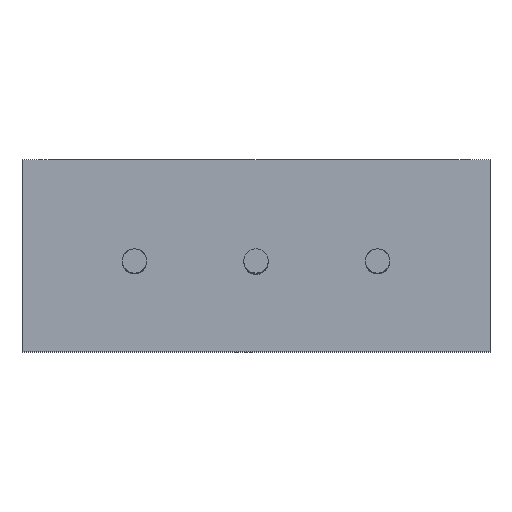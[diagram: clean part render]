
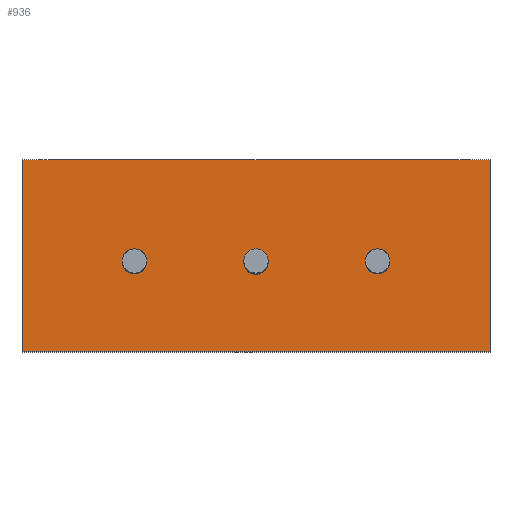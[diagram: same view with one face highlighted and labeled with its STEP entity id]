
A CAD part, top view. The second image highlights one B-rep face of the part: STEP entity #936.
In plain terms, the highlighted free-form (B-spline) face has degree [1, 1] with [2, 2] control points.
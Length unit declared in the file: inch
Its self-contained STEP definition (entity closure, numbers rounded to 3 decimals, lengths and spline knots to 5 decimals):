
#33=DIRECTION('',(0.,1.,0.));
#34=VECTOR('',#33,0.158);
#35=CARTESIAN_POINT('',(-0.1925,-0.079,0.1925));
#36=LINE('',#35,#34);
#40=CARTESIAN_POINT('',(0.,0.00479,0.1925));
#41=CARTESIAN_POINT('',(-0.00096,0.00479,0.1925));
#42=CARTESIAN_POINT('',(-0.00281,0.00452,0.1925));
#43=CARTESIAN_POINT('',(-0.00544,0.00333,0.1925));
#44=CARTESIAN_POINT('',(-0.00764,0.00142,0.1925));
#45=CARTESIAN_POINT('',(-0.0092,-0.001,0.1925));
#46=CARTESIAN_POINT('',(-0.01004,-0.00385,0.1925));
#47=CARTESIAN_POINT('',(-0.01004,-0.00679,0.1925));
#48=CARTESIAN_POINT('',(-0.00919,-0.00968,0.1925));
#49=CARTESIAN_POINT('',(-0.0076,-0.01218,0.1925));
#50=CARTESIAN_POINT('',(-0.00542,-0.01412,0.1925));
#51=CARTESIAN_POINT('',(-0.00278,-0.01537,0.1925));
#52=CARTESIAN_POINT('',(-0.00095,-0.01565,0.1925));
#53=CARTESIAN_POINT('',(0.,-0.01565,0.1925));
#58=CARTESIAN_POINT('',(0.,-0.01565,0.1925));
#59=CARTESIAN_POINT('',(0.00093,-0.01565,0.1925));
#60=CARTESIAN_POINT('',(0.00274,-0.01538,0.1925));
#61=CARTESIAN_POINT('',(0.00538,-0.01415,0.1925));
#62=CARTESIAN_POINT('',(0.00759,-0.01219,0.1925));
#63=CARTESIAN_POINT('',(0.00918,-0.0097,0.1925));
#64=CARTESIAN_POINT('',(0.01004,-0.0068,0.1925));
#65=CARTESIAN_POINT('',(0.01004,-0.00386,0.1925));
#66=CARTESIAN_POINT('',(0.00921,-0.00101,0.1925));
#67=CARTESIAN_POINT('',(0.00764,0.00142,0.1925));
#68=CARTESIAN_POINT('',(0.00546,0.00332,0.1925));
#69=CARTESIAN_POINT('',(0.00282,0.00452,0.1925));
#70=CARTESIAN_POINT('',(0.00097,0.00479,0.1925));
#71=CARTESIAN_POINT('',(0.,0.00479,0.1925));
#76=CARTESIAN_POINT('',(0.1,-0.005,0.1925));
#77=DIRECTION('',(0.,0.,-1.));
#78=DIRECTION('',(-1.,0.,0.));
#79=AXIS2_PLACEMENT_3D('',#76,#77,#78);
#98=CARTESIAN_POINT('',(0.1,-0.005,0.1925));
#99=DIRECTION('',(0.,0.,1.));
#100=DIRECTION('',(-1.,0.,0.));
#101=AXIS2_PLACEMENT_3D('',#98,#99,#100);
#122=CARTESIAN_POINT('',(-0.1,-0.005,0.1925));
#123=DIRECTION('',(0.,0.,-1.));
#124=DIRECTION('',(-1.,0.,0.));
#125=AXIS2_PLACEMENT_3D('',#122,#123,#124);
#144=CARTESIAN_POINT('',(-0.1,-0.005,0.1925));
#145=DIRECTION('',(0.,0.,1.));
#146=DIRECTION('',(-1.,0.,0.));
#147=AXIS2_PLACEMENT_3D('',#144,#145,#146);
#168=DIRECTION('',(1.,0.,0.));
#169=VECTOR('',#168,0.385);
#170=CARTESIAN_POINT('',(-0.1925,-0.079,0.1925));
#171=LINE('',#170,#169);
#196=DIRECTION('',(0.,1.,0.));
#197=VECTOR('',#196,0.158);
#198=CARTESIAN_POINT('',(0.1925,-0.079,0.1925));
#199=LINE('',#198,#197);
#203=DIRECTION('',(1.,0.,0.));
#204=VECTOR('',#203,0.385);
#205=CARTESIAN_POINT('',(-0.1925,0.079,0.1925));
#206=LINE('',#205,#204);
#742=CARTESIAN_POINT('',(-0.1925,-0.079,0.1925));
#743=CARTESIAN_POINT('',(0.1925,-0.079,0.1925));
#744=VERTEX_POINT('',#742);
#745=VERTEX_POINT('',#743);
#750=CARTESIAN_POINT('',(-0.1925,0.079,0.1925));
#751=CARTESIAN_POINT('',(0.1925,0.079,0.1925));
#752=VERTEX_POINT('',#750);
#753=VERTEX_POINT('',#751);
#774=CARTESIAN_POINT('',(-0.11,-0.005,0.1925));
#776=VERTEX_POINT('',#774);
#778=CARTESIAN_POINT('',(-0.09,-0.005,0.1925));
#780=VERTEX_POINT('',#778);
#790=VERTEX_POINT('',#40);
#791=VERTEX_POINT('',#53);
#792=CARTESIAN_POINT('',(0.09,-0.005,0.1925));
#794=VERTEX_POINT('',#792);
#796=CARTESIAN_POINT('',(0.11,-0.005,0.1925));
#798=VERTEX_POINT('',#796);
#904=CARTESIAN_POINT('',(-0.2002,-0.08216,0.1925));
#905=CARTESIAN_POINT('',(-0.2002,0.08216,0.1925));
#906=CARTESIAN_POINT('',(0.2002,-0.08216,0.1925));
#907=CARTESIAN_POINT('',(0.2002,0.08216,0.1925));
#908=B_SPLINE_SURFACE_WITH_KNOTS('',1,1,((#904,#905),(#906,#907)),.UNSPECIFIED.,
.F.,.F.,.F.,(2,2),(2,2),(-0.0077,0.3927),(-0.00316,0.16116),.UNSPECIFIED.);
#910=ORIENTED_EDGE('',*,*,#909,.F.);
#912=ORIENTED_EDGE('',*,*,#911,.T.);
#914=ORIENTED_EDGE('',*,*,#913,.T.);
#916=ORIENTED_EDGE('',*,*,#915,.F.);
#917=EDGE_LOOP('',(#910,#912,#914,#916));
#918=FACE_OUTER_BOUND('',#917,.F.);
#920=ORIENTED_EDGE('',*,*,#919,.F.);
#922=ORIENTED_EDGE('',*,*,#921,.T.);
#923=EDGE_LOOP('',(#920,#922));
#924=FACE_BOUND('',#923,.F.);
#926=ORIENTED_EDGE('',*,*,#925,.F.);
#928=ORIENTED_EDGE('',*,*,#927,.T.);
#929=EDGE_LOOP('',(#926,#928));
#930=FACE_BOUND('',#929,.F.);
#931=ORIENTED_EDGE('',*,*,#893,.T.);
#933=ORIENTED_EDGE('',*,*,#932,.T.);
#934=EDGE_LOOP('',(#931,#933));
#935=FACE_BOUND('',#934,.F.);
#936=ADVANCED_FACE('',(#918,#924,#930,#935),#908,.T.);
#54=B_SPLINE_CURVE_WITH_KNOTS('',3,(#40,#41,#42,#43,#44,#45,#46,#47,#48,#49,#50,
#51,#52,#53),.UNSPECIFIED.,.F.,.F.,(4,1,1,1,1,1,1,1,1,1,1,4),(0.,
0.09091,0.18182,0.27273,0.36364,
0.45455,0.54545,0.63636,0.72727,
0.81818,0.90909,1.),.UNSPECIFIED.);
#72=B_SPLINE_CURVE_WITH_KNOTS('',3,(#58,#59,#60,#61,#62,#63,#64,#65,#66,#67,#68,
#69,#70,#71),.UNSPECIFIED.,.F.,.F.,(4,1,1,1,1,1,1,1,1,1,1,4),(0.,
0.09091,0.18182,0.27273,0.36364,
0.45455,0.54545,0.63636,0.72727,
0.81818,0.90909,1.),.UNSPECIFIED.);
#80=CIRCLE('',#79,0.01);
#102=CIRCLE('',#101,0.01);
#126=CIRCLE('',#125,0.01);
#148=CIRCLE('',#147,0.01);
#893=EDGE_CURVE('',#790,#791,#54,.T.);
#909=EDGE_CURVE('',#744,#745,#171,.T.);
#911=EDGE_CURVE('',#744,#752,#36,.T.);
#913=EDGE_CURVE('',#752,#753,#206,.T.);
#915=EDGE_CURVE('',#745,#753,#199,.T.);
#919=EDGE_CURVE('',#794,#798,#80,.T.);
#921=EDGE_CURVE('',#794,#798,#102,.T.);
#925=EDGE_CURVE('',#776,#780,#126,.T.);
#927=EDGE_CURVE('',#776,#780,#148,.T.);
#932=EDGE_CURVE('',#791,#790,#72,.T.);
